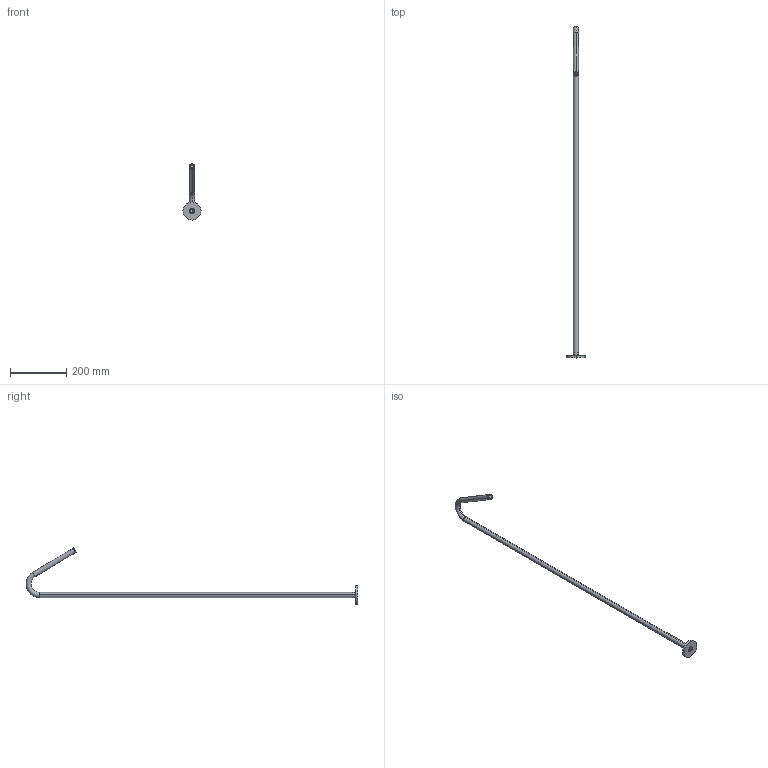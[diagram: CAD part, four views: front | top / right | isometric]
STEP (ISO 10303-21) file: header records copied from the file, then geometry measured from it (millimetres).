
FILE_DESCRIPTION (( 'STEP AP214' ), '1' );
FILE_NAME ('BIC.0006.V.STEP', '2022-11-08T10:13:47', ( 'Solid' ), ( '' ), 'SwSTEP 2.0', 'SolidWorks 2019', '' );
FILE_SCHEMA (( 'AUTOMOTIVE_DESIGN' ));
Length unit declared in the file: millimetre
Products named in the file (4): 0001-ESPELHO_Ø70_BICA_LAVATÓRIO_DE_TETO_000000000000; BIC.0006.V; 0001-BICA_LAVATÓRIO_DE_CHAO_000000000000; 011101102300
Assembly tree (3 placements, depth 2):
  BIC.0006.V
    0001-ESPELHO_Ø70_BICA_LAVATÓRIO_DE_TETO_000000000000
    0001-BICA_LAVATÓRIO_DE_CHAO_000000000000
    011101102300
Bounding box: 65 x 1181.65 x 200.21 mm (x, y, z)
Volume: 134669.4 mm3; surface area: 154636.4 mm2
Topology: 3 solids, 3 shells, 108 faces, 254 edges, 159 vertices
Faces by surface type: plane 46, cylinder 38, cone 20, torus 4
Entity records: 3327 total; most frequent: DIRECTION 610, CARTESIAN_POINT 525, ORIENTED_EDGE 504, EDGE_CURVE 252, AXIS2_PLACEMENT_3D 244, VERTEX_POINT 159, CIRCLE 130, VECTOR 122
